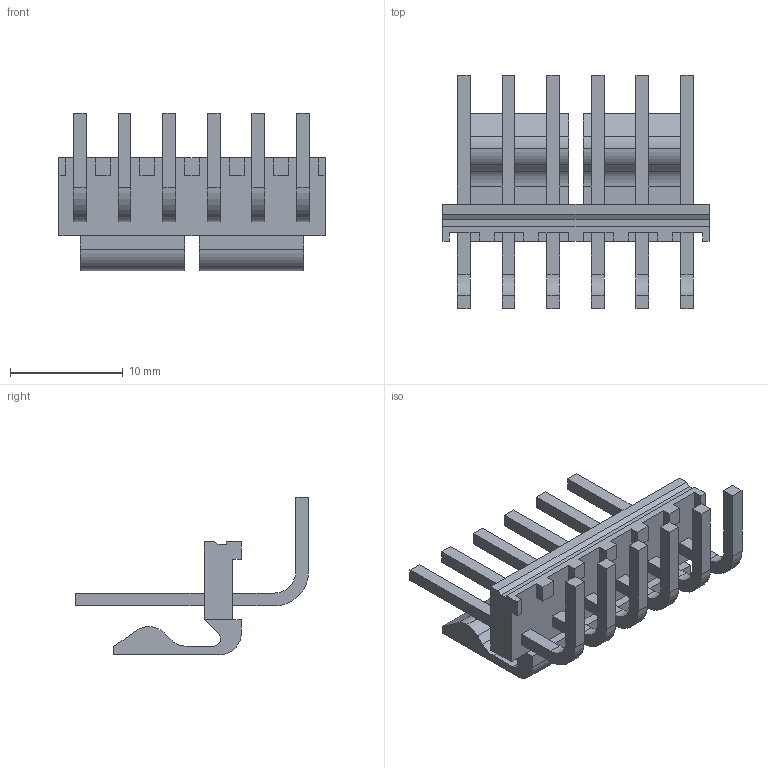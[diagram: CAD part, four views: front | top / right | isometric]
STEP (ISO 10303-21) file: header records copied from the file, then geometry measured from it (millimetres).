
FILE_DESCRIPTION(('STEP AP242'),'1');
FILE_NAME('0026615060.stp','2024-11-03T05:59:36',('TraceParts'),('TraceParts S.A.'),'Spatial InterOp 3D',' ',' ');
FILE_SCHEMA(('AP242_MANAGED_MODEL_BASED_3D_ENGINEERING_MIM_LF {1 0 10303 442 1 1 4}'));
Length unit declared in the file: millimetre
Products named in the file (1): 0026615060_1
Bounding box: 23.62 x 20.71 x 13.97 mm (x, y, z)
Volume: 976.3 mm3; surface area: 1773.7 mm2
Topology: 1 solids, 1 shells, 152 faces, 418 edges, 292 vertices
Faces by surface type: plane 130, cylinder 22
Entity records: 4788 total; most frequent: CARTESIAN_POINT 840, ORIENTED_EDGE 812, DIRECTION 782, EDGE_CURVE 406, LINE 362, VECTOR 362, VERTEX_POINT 268, AXIS2_PLACEMENT_3D 210
